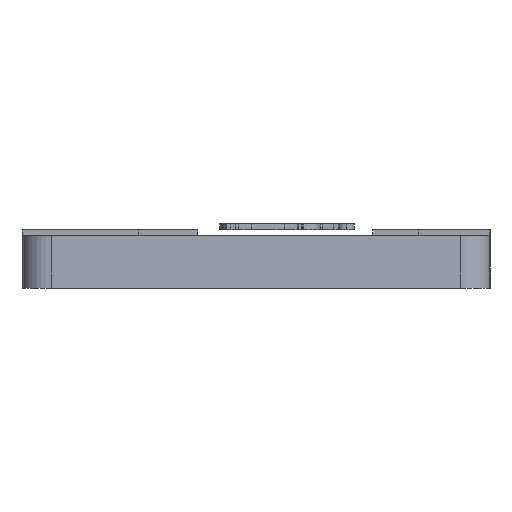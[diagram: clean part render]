
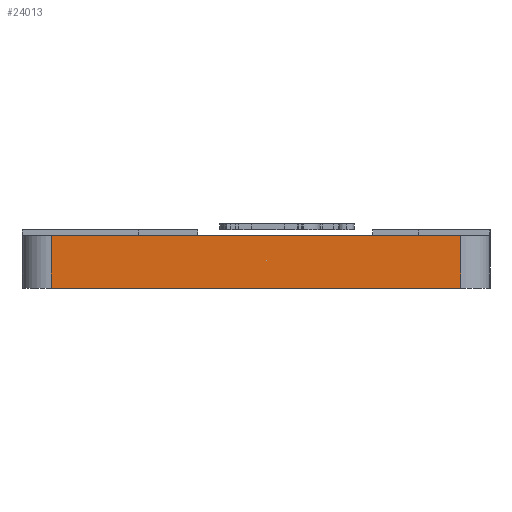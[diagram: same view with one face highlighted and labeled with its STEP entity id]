
A CAD part, left-side view. The second image highlights one B-rep face of the part: STEP entity #24013.
In plain terms, the highlighted planar face has unit normal (-1, 0, 0).
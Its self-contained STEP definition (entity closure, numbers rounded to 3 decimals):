
#23974=CARTESIAN_POINT('',(0.,20.,5.));
#23975=DIRECTION('',(-1.,-0.,0.));
#23976=DIRECTION('',(0.,-1.,0.));
#23977=AXIS2_PLACEMENT_3D('',#23974,#23975,#23976);
#23978=PLANE('',#23977);
#23979=CARTESIAN_POINT('',(0.,2.5,0.));
#23980=VERTEX_POINT('',#23979);
#23981=CARTESIAN_POINT('',(0.,2.5,4.5));
#23982=VERTEX_POINT('',#23981);
#23983=CARTESIAN_POINT('',(0.,2.5,0.));
#23984=DIRECTION('',(-0.,-0.,1.));
#23985=VECTOR('',#23984,4.5);
#23986=LINE('',#23983,#23985);
#23987=EDGE_CURVE('',#23980,#23982,#23986,.T.);
#23988=ORIENTED_EDGE('',*,*,#23987,.T.);
#23989=CARTESIAN_POINT('',(0.,37.5,4.5));
#23990=VERTEX_POINT('',#23989);
#23991=CARTESIAN_POINT('',(0.,2.5,4.5));
#23992=DIRECTION('',(-0.,1.,0.));
#23993=VECTOR('',#23992,35.);
#23994=LINE('',#23991,#23993);
#23995=EDGE_CURVE('',#23982,#23990,#23994,.T.);
#23996=ORIENTED_EDGE('',*,*,#23995,.T.);
#23997=CARTESIAN_POINT('',(0.,37.5,0.));
#23998=VERTEX_POINT('',#23997);
#23999=CARTESIAN_POINT('',(0.,37.5,4.5));
#24000=DIRECTION('',(0.,0.,-1.));
#24001=VECTOR('',#24000,4.5);
#24002=LINE('',#23999,#24001);
#24003=EDGE_CURVE('',#23990,#23998,#24002,.T.);
#24004=ORIENTED_EDGE('',*,*,#24003,.T.);
#24005=CARTESIAN_POINT('',(0.,2.5,0.));
#24006=DIRECTION('',(-0.,1.,0.));
#24007=VECTOR('',#24006,35.);
#24008=LINE('',#24005,#24007);
#24009=EDGE_CURVE('',#23980,#23998,#24008,.T.);
#24010=ORIENTED_EDGE('',*,*,#24009,.F.);
#24011=EDGE_LOOP('',(#23988,#23996,#24004,#24010));
#24012=FACE_BOUND('',#24011,.T.);
#24013=ADVANCED_FACE('',(#24012),#23978,.T.);
